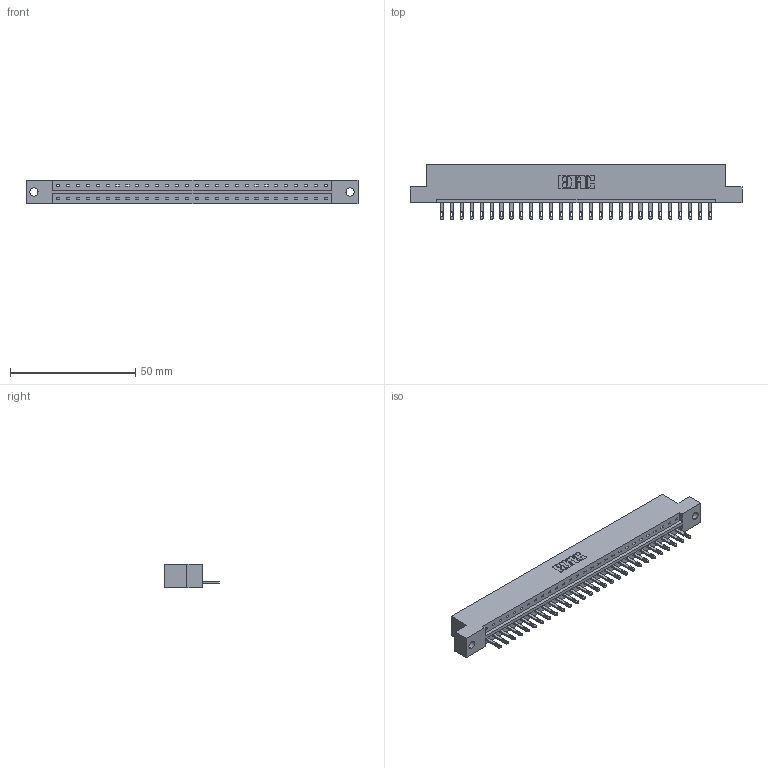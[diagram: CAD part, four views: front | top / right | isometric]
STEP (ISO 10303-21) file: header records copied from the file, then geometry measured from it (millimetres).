
FILE_DESCRIPTION (( 'STEP AP203' ), '1' );
FILE_NAME ('833-028-500-102.STEP', '2020-06-02T07:22:24', ( '' ), ( '' ), 'SwSTEP 2.0', 'SolidWorks 2020', '' );
FILE_SCHEMA (( 'CONFIG_CONTROL_DESIGN' ));
Length unit declared in the file: inch
Products named in the file (3): 833-028-500-102; 833 Part_Flush - .128 Dia; 345-292-001_345-293-100
Assembly tree (29 placements, depth 2):
  833-028-500-102
    833 Part_Flush - .128 Dia
    345-292-001_345-293-100  x28
Bounding box: 132.49 x 21.85 x 9.4 mm (x, y, z)
Volume: 13192.1 mm3; surface area: 13977.8 mm2
Topology: 29 solids, 29 shells, 1626 faces, 5015 edges, 3342 vertices
Faces by surface type: plane 1078, cylinder 548
Entity records: 18861 total; most frequent: CARTESIAN_POINT 3262, ORIENTED_EDGE 3226, DIRECTION 2781, EDGE_CURVE 1613, LINE 1481, VECTOR 1481, VERTEX_POINT 1074, AXIS2_PLACEMENT_3D 650
